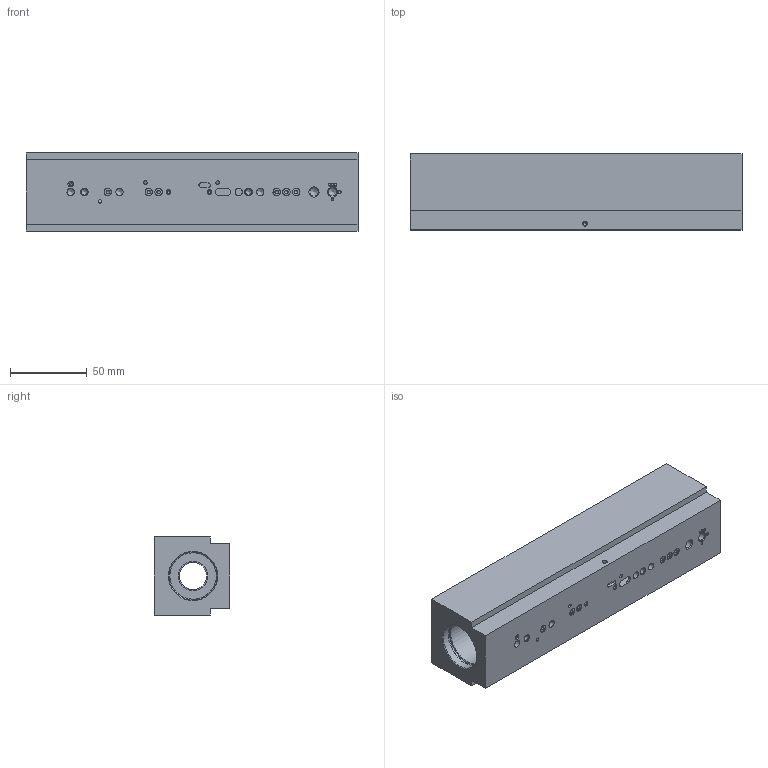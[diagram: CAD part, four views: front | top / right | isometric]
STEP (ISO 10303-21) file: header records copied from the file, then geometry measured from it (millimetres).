
FILE_DESCRIPTION((''),'2;1');
FILE_NAME('Body - slug6 unmilled demo block.stp','2014-08-31T14:05:04',('Ydna'),(''),'Autodesk Inventor 2011','Autodesk Inventor 2011','');
FILE_SCHEMA(('AUTOMOTIVE_DESIGN { 1 0 10303 214 1 1 1 1 }'));
Length unit declared in the file: inch
Products named in the file (1): Body - slug6 unmilled demo block
Bounding box: 215.9 x 49.4 x 50.8 mm (x, y, z)
Volume: 370651.8 mm3; surface area: 73863.2 mm2
Topology: 1 solids, 1 shells, 133 faces, 330 edges, 223 vertices
Faces by surface type: cylinder 60, plane 37, cone 34, bspline 2
Full cylindrical faces by diameter (mm): 1.245 x1, 1.702 x3, 1.727 x1, 2.159 x3, 2.261 x14, 3.175 x1, 3.962 x2, 4.039 x2, 4.763 x3, 4.826 x7, 5.359 x2, 17.78 x2, 18.517 x1, 19.05 x1, 20.828 x1, 21.717 x1, 22.352 x1, 22.479 x2, 23.978 x1, 25.4 x1, 30.175 x1, 30.861 x1, 32.004 x1, 42.799 x1
Entity records: 3797 total; most frequent: CARTESIAN_POINT 1136, DIRECTION 564, ORIENTED_EDGE 378, EDGE_LOOP 267, AXIS2_PLACEMENT_3D 258, EDGE_CURVE 189, VERTEX_POINT 164, FACE_BOUND 134
